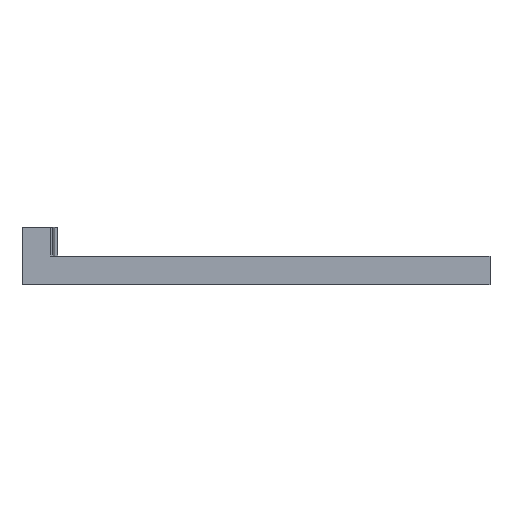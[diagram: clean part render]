
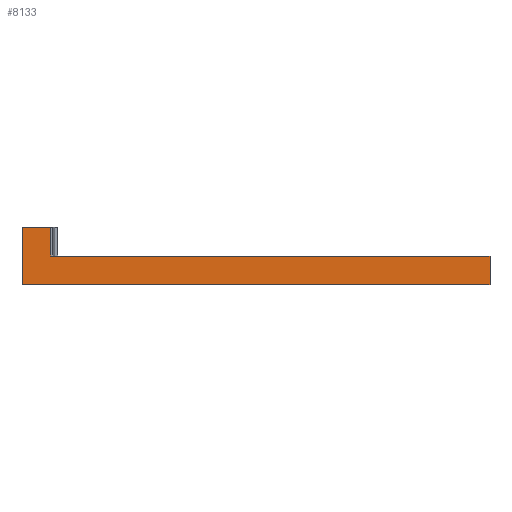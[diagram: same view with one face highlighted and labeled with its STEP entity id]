
A CAD part, front view. The second image highlights one B-rep face of the part: STEP entity #8133.
In plain terms, the highlighted planar face has unit normal (0, -1, 0).
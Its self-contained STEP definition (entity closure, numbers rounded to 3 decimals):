
#8078=CARTESIAN_POINT('',(342.505,-113.15,492.625));
#8079=DIRECTION('',(0.,-1.,0.));
#8080=DIRECTION('',(-1.,0.,-0.));
#8081=AXIS2_PLACEMENT_3D('',#8078,#8079,#8080);
#8082=PLANE('',#8081);
#8083=CARTESIAN_POINT('',(405.,-113.15,488.625));
#8084=VERTEX_POINT('',#8083);
#8085=CARTESIAN_POINT('',(405.,-113.15,484.625));
#8086=VERTEX_POINT('',#8085);
#8087=CARTESIAN_POINT('',(405.,-113.15,488.625));
#8088=DIRECTION('',(0.,0.,-1.));
#8089=VECTOR('',#8088,4.);
#8090=LINE('',#8087,#8089);
#8091=EDGE_CURVE('',#8084,#8086,#8090,.T.);
#8092=ORIENTED_EDGE('',*,*,#8091,.F.);
#8093=CARTESIAN_POINT('',(344.,-113.15,488.625));
#8094=VERTEX_POINT('',#8093);
#8095=CARTESIAN_POINT('',(344.,-113.15,488.625));
#8096=DIRECTION('',(1.,0.,0.));
#8097=VECTOR('',#8096,61.);
#8098=LINE('',#8095,#8097);
#8099=EDGE_CURVE('',#8094,#8084,#8098,.T.);
#8100=ORIENTED_EDGE('',*,*,#8099,.F.);
#8101=CARTESIAN_POINT('',(344.,-113.15,492.625));
#8102=VERTEX_POINT('',#8101);
#8103=CARTESIAN_POINT('',(344.,-113.15,492.625));
#8104=DIRECTION('',(0.,0.,-1.));
#8105=VECTOR('',#8104,4.);
#8106=LINE('',#8103,#8105);
#8107=EDGE_CURVE('',#8102,#8094,#8106,.T.);
#8108=ORIENTED_EDGE('',*,*,#8107,.F.);
#8109=CARTESIAN_POINT('',(340.011,-113.15,492.625));
#8110=VERTEX_POINT('',#8109);
#8111=CARTESIAN_POINT('',(344.,-113.15,492.625));
#8112=DIRECTION('',(-1.,0.,-0.));
#8113=VECTOR('',#8112,3.989);
#8114=LINE('',#8111,#8113);
#8115=EDGE_CURVE('',#8102,#8110,#8114,.T.);
#8116=ORIENTED_EDGE('',*,*,#8115,.T.);
#8117=CARTESIAN_POINT('',(340.011,-113.15,484.625));
#8118=VERTEX_POINT('',#8117);
#8119=CARTESIAN_POINT('',(340.011,-113.15,492.625));
#8120=DIRECTION('',(0.,0.,-1.));
#8121=VECTOR('',#8120,8.);
#8122=LINE('',#8119,#8121);
#8123=EDGE_CURVE('',#8110,#8118,#8122,.T.);
#8124=ORIENTED_EDGE('',*,*,#8123,.T.);
#8125=CARTESIAN_POINT('',(405.,-113.15,484.625));
#8126=DIRECTION('',(-1.,-0.,-0.));
#8127=VECTOR('',#8126,64.989);
#8128=LINE('',#8125,#8127);
#8129=EDGE_CURVE('',#8086,#8118,#8128,.T.);
#8130=ORIENTED_EDGE('',*,*,#8129,.F.);
#8131=EDGE_LOOP('',(#8092,#8100,#8108,#8116,#8124,#8130));
#8132=FACE_BOUND('',#8131,.T.);
#8133=ADVANCED_FACE('',(#8132),#8082,.T.);
